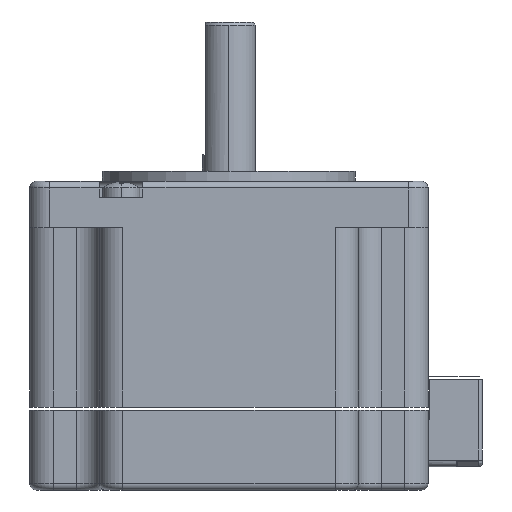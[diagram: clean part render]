
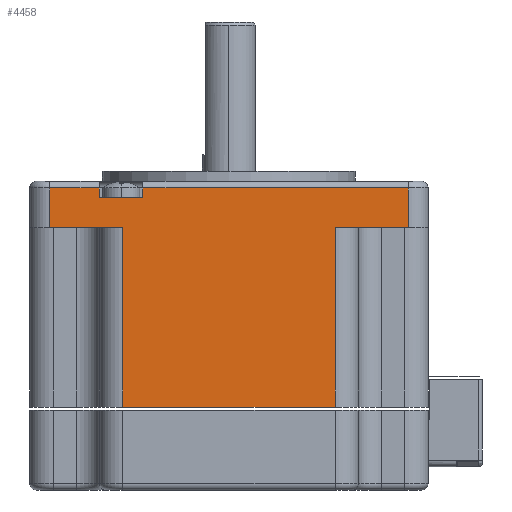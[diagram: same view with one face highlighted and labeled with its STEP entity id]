
A CAD part, left-side view. The second image highlights one B-rep face of the part: STEP entity #4458.
In plain terms, the highlighted planar face has unit normal (-1, 0, 0).
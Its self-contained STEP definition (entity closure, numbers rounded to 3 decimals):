
#152=DIRECTION('',(0.,1.,0.));
#153=VECTOR('',#152,7.45);
#154=CARTESIAN_POINT('',(-30.,19.55,45.5));
#155=LINE('',#154,#153);
#169=DIRECTION('',(0.,1.,0.));
#170=VECTOR('',#169,39.95);
#171=CARTESIAN_POINT('',(-30.,-27.,45.5));
#172=LINE('',#171,#170);
#311=DIRECTION('',(0.,0.,-1.));
#312=VECTOR('',#311,6.);
#313=CARTESIAN_POINT('',(-30.,27.,45.5));
#314=LINE('',#313,#312);
#319=DIRECTION('',(0.,1.,0.));
#320=VECTOR('',#319,11.);
#321=CARTESIAN_POINT('',(-30.,16.,39.5));
#322=LINE('',#321,#320);
#323=DIRECTION('',(0.,0.,-1.));
#324=VECTOR('',#323,1.5);
#325=CARTESIAN_POINT('',(-30.,19.55,45.5));
#326=LINE('',#325,#324);
#327=DIRECTION('',(0.,-1.,0.));
#328=VECTOR('',#327,6.6);
#329=CARTESIAN_POINT('',(-30.,19.55,44.));
#330=LINE('',#329,#328);
#331=DIRECTION('',(0.,0.,1.));
#332=VECTOR('',#331,1.5);
#333=CARTESIAN_POINT('',(-30.,12.95,44.));
#334=LINE('',#333,#332);
#335=DIRECTION('',(0.,1.,0.));
#336=VECTOR('',#335,11.);
#337=CARTESIAN_POINT('',(-30.,-27.,39.5));
#338=LINE('',#337,#336);
#339=DIRECTION('',(0.,1.,0.));
#340=VECTOR('',#339,32.);
#341=CARTESIAN_POINT('',(-30.,-16.,12.5));
#342=LINE('',#341,#340);
#347=DIRECTION('',(0.,0.,-1.));
#348=VECTOR('',#347,27.);
#349=CARTESIAN_POINT('',(-30.,16.,39.5));
#350=LINE('',#349,#348);
#590=DIRECTION('',(0.,0.,1.));
#591=VECTOR('',#590,27.);
#592=CARTESIAN_POINT('',(-30.,-16.,12.5));
#593=LINE('',#592,#591);
#645=DIRECTION('',(0.,0.,1.));
#646=VECTOR('',#645,6.);
#647=CARTESIAN_POINT('',(-30.,-27.,39.5));
#648=LINE('',#647,#646);
#3182=CARTESIAN_POINT('',(-30.,19.55,45.5));
#3183=VERTEX_POINT('',#3182);
#3184=CARTESIAN_POINT('',(-30.,27.,45.5));
#3185=VERTEX_POINT('',#3184);
#3186=CARTESIAN_POINT('',(-30.,19.55,44.));
#3187=VERTEX_POINT('',#3186);
#3188=CARTESIAN_POINT('',(-30.,12.95,44.));
#3189=VERTEX_POINT('',#3188);
#3194=CARTESIAN_POINT('',(-30.,12.95,45.5));
#3195=VERTEX_POINT('',#3194);
#3196=CARTESIAN_POINT('',(-30.,-27.,45.5));
#3197=VERTEX_POINT('',#3196);
#3246=CARTESIAN_POINT('',(-30.,27.,39.5));
#3247=VERTEX_POINT('',#3246);
#3250=CARTESIAN_POINT('',(-30.,16.,39.5));
#3251=CARTESIAN_POINT('',(-30.,16.,12.5));
#3252=VERTEX_POINT('',#3250);
#3253=VERTEX_POINT('',#3251);
#3254=CARTESIAN_POINT('',(-30.,-27.,39.5));
#3255=VERTEX_POINT('',#3254);
#3256=CARTESIAN_POINT('',(-30.,-16.,39.5));
#3257=VERTEX_POINT('',#3256);
#3258=CARTESIAN_POINT('',(-30.,-16.,12.5));
#3259=VERTEX_POINT('',#3258);
#4430=CARTESIAN_POINT('',(-30.,-30.,36.));
#4431=DIRECTION('',(-1.,0.,0.));
#4432=DIRECTION('',(0.,1.,0.));
#4433=AXIS2_PLACEMENT_3D('',#4430,#4431,#4432);
#4434=PLANE('',#4433);
#4436=ORIENTED_EDGE('',*,*,#4435,.F.);
#4438=ORIENTED_EDGE('',*,*,#4437,.T.);
#4439=ORIENTED_EDGE('',*,*,#4421,.F.);
#4440=ORIENTED_EDGE('',*,*,#4250,.F.);
#4442=ORIENTED_EDGE('',*,*,#4441,.T.);
#4444=ORIENTED_EDGE('',*,*,#4443,.T.);
#4446=ORIENTED_EDGE('',*,*,#4445,.T.);
#4447=ORIENTED_EDGE('',*,*,#4268,.F.);
#4449=ORIENTED_EDGE('',*,*,#4448,.F.);
#4451=ORIENTED_EDGE('',*,*,#4450,.T.);
#4453=ORIENTED_EDGE('',*,*,#4452,.F.);
#4455=ORIENTED_EDGE('',*,*,#4454,.T.);
#4456=EDGE_LOOP('',(#4436,#4438,#4439,#4440,#4442,#4444,#4446,#4447,#4449,#4451,
#4453,#4455));
#4457=FACE_OUTER_BOUND('',#4456,.F.);
#4458=ADVANCED_FACE('',(#4457),#4434,.T.);
#4250=EDGE_CURVE('',#3183,#3185,#155,.T.);
#4268=EDGE_CURVE('',#3197,#3195,#172,.T.);
#4421=EDGE_CURVE('',#3185,#3247,#314,.T.);
#4435=EDGE_CURVE('',#3252,#3253,#350,.T.);
#4437=EDGE_CURVE('',#3252,#3247,#322,.T.);
#4441=EDGE_CURVE('',#3183,#3187,#326,.T.);
#4443=EDGE_CURVE('',#3187,#3189,#330,.T.);
#4445=EDGE_CURVE('',#3189,#3195,#334,.T.);
#4448=EDGE_CURVE('',#3255,#3197,#648,.T.);
#4450=EDGE_CURVE('',#3255,#3257,#338,.T.);
#4452=EDGE_CURVE('',#3259,#3257,#593,.T.);
#4454=EDGE_CURVE('',#3259,#3253,#342,.T.);
